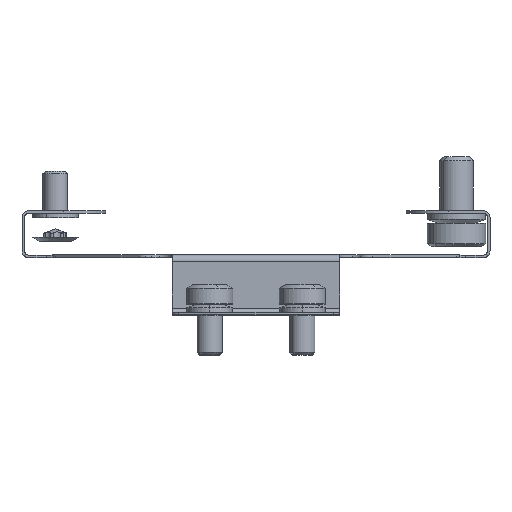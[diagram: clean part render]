
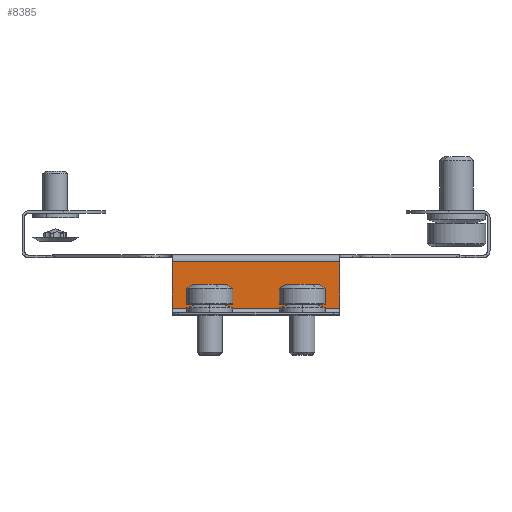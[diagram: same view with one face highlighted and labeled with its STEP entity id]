
A CAD part, top view. The second image highlights one B-rep face of the part: STEP entity #8385.
In plain terms, the highlighted planar face has unit normal (0, 0, 1).
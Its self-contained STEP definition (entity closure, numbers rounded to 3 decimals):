
#5 = VERTEX_POINT ( 'NONE', #1649 ) ;
#61 = AXIS2_PLACEMENT_3D ( 'NONE', #3397, #8338, #8238 ) ;
#423 = LINE ( 'NONE', #12814, #10760 ) ;
#1029 = LINE ( 'NONE', #3754, #3438 ) ;
#1649 = CARTESIAN_POINT ( 'NONE',  ( -10., -4.1, 27.3 ) ) ;
#1975 = ORIENTED_EDGE ( 'NONE', *, *, #12793, .F. ) ;
#2008 = CARTESIAN_POINT ( 'NONE',  ( 10., -30.502, 27.3 ) ) ;
#2311 = DIRECTION ( 'NONE',  ( 0., -1., 0. ) ) ;
#2932 = VERTEX_POINT ( 'NONE', #6455 ) ;
#3227 = FACE_OUTER_BOUND ( 'NONE', #6344, .T. ) ;
#3397 = CARTESIAN_POINT ( 'NONE',  ( 10., -30.502, 27.3 ) ) ;
#3438 = VECTOR ( 'NONE', #9889, 1000. ) ;
#3754 = CARTESIAN_POINT ( 'NONE',  ( -10., -9.7, 27.3 ) ) ;
#4574 = EDGE_CURVE ( 'NONE', #2932, #5, #423, .T. ) ;
#4795 = VERTEX_POINT ( 'NONE', #11245 ) ;
#6201 = ORIENTED_EDGE ( 'NONE', *, *, #4574, .F. ) ;
#6344 = EDGE_LOOP ( 'NONE', ( #1975, #8090, #7694, #6201 ) ) ;
#6455 = CARTESIAN_POINT ( 'NONE',  ( -10., -9.7, 27.3 ) ) ;
#6717 = LINE ( 'NONE', #2008, #9504 ) ;
#6946 = EDGE_CURVE ( 'NONE', #5, #8887, #13160, .T. ) ;
#7694 = ORIENTED_EDGE ( 'NONE', *, *, #6946, .F. ) ;
#8090 = ORIENTED_EDGE ( 'NONE', *, *, #9918, .F. ) ;
#8238 = DIRECTION ( 'NONE',  ( 0., -1., 0. ) ) ;
#8338 = DIRECTION ( 'NONE',  ( 0., 0., 1. ) ) ;
#8385 = ADVANCED_FACE ( 'NONE', ( #3227 ), #8518, .T. ) ;
#8518 = PLANE ( 'NONE',  #61 ) ;
#8887 = VERTEX_POINT ( 'NONE', #8959 ) ;
#8959 = CARTESIAN_POINT ( 'NONE',  ( 10., -4.1, 27.3 ) ) ;
#9046 = CARTESIAN_POINT ( 'NONE',  ( 10., -4.1, 27.3 ) ) ;
#9504 = VECTOR ( 'NONE', #2311, 1000. ) ;
#9889 = DIRECTION ( 'NONE',  ( -1., 0., 0. ) ) ;
#9918 = EDGE_CURVE ( 'NONE', #8887, #4795, #6717, .T. ) ;
#10395 = VECTOR ( 'NONE', #11136, 1000. ) ;
#10760 = VECTOR ( 'NONE', #12803, 1000. ) ;
#11136 = DIRECTION ( 'NONE',  ( 1., 0., 0. ) ) ;
#11245 = CARTESIAN_POINT ( 'NONE',  ( 10., -9.7, 27.3 ) ) ;
#12793 = EDGE_CURVE ( 'NONE', #4795, #2932, #1029, .T. ) ;
#12803 = DIRECTION ( 'NONE',  ( 0., 1., 0. ) ) ;
#12814 = CARTESIAN_POINT ( 'NONE',  ( -10., -30.502, 27.3 ) ) ;
#13160 = LINE ( 'NONE', #9046, #10395 ) ;
